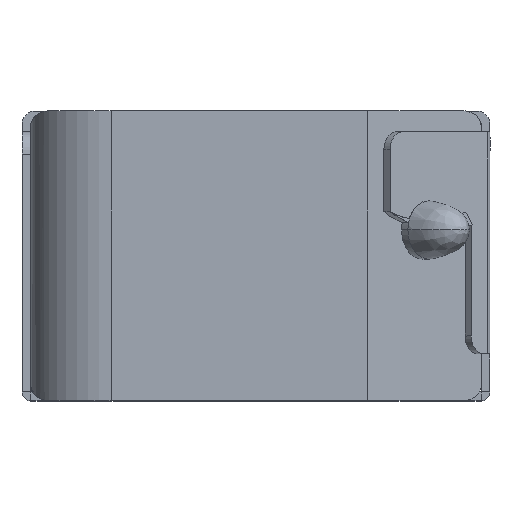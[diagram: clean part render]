
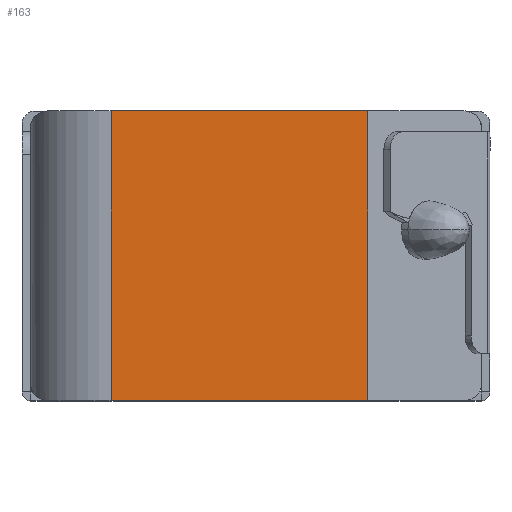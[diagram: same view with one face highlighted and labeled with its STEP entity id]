
A CAD part, top view. The second image highlights one B-rep face of the part: STEP entity #163.
In plain terms, the highlighted planar face has unit normal (0, 0, 1).
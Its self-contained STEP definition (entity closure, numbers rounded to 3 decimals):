
#61 = DIRECTION ( 'NONE',  ( 0., 1., 0. ) ) ;
#116 = LINE ( 'NONE', #4830, #792 ) ;
#144 = FACE_OUTER_BOUND ( 'NONE', #2215, .T. ) ;
#163 = ADVANCED_FACE ( 'NONE', ( #144 ), #680, .T. ) ;
#533 = DIRECTION ( 'NONE',  ( 1., 0., 0. ) ) ;
#680 = PLANE ( 'NONE',  #4875 ) ;
#792 = VECTOR ( 'NONE', #533, 1000. ) ;
#967 = CARTESIAN_POINT ( 'NONE',  ( -3.25, 0., 5. ) ) ;
#976 = DIRECTION ( 'NONE',  ( -1., 0., 0. ) ) ;
#1051 = LINE ( 'NONE', #3442, #4458 ) ;
#1107 = DIRECTION ( 'NONE',  ( 0., 0., 1. ) ) ;
#1116 = VERTEX_POINT ( 'NONE', #2590 ) ;
#1180 = ORIENTED_EDGE ( 'NONE', *, *, #2753, .F. ) ;
#1224 = CARTESIAN_POINT ( 'NONE',  ( 2.51, -14.213, 5. ) ) ;
#1574 = EDGE_CURVE ( 'NONE', #2436, #2109, #1051, .T. ) ;
#1731 = VERTEX_POINT ( 'NONE', #4321 ) ;
#1800 = VECTOR ( 'NONE', #61, 1000. ) ;
#1894 = CARTESIAN_POINT ( 'NONE',  ( -3.25, 6.5, 5. ) ) ;
#1971 = ORIENTED_EDGE ( 'NONE', *, *, #2819, .F. ) ;
#2109 = VERTEX_POINT ( 'NONE', #1894 ) ;
#2215 = EDGE_LOOP ( 'NONE', ( #1180, #4279, #1971, #3291 ) ) ;
#2436 = VERTEX_POINT ( 'NONE', #967 ) ;
#2590 = CARTESIAN_POINT ( 'NONE',  ( 2.51, 6.5, 5. ) ) ;
#2675 = LINE ( 'NONE', #1224, #1800 ) ;
#2695 = VECTOR ( 'NONE', #976, 1000. ) ;
#2753 = EDGE_CURVE ( 'NONE', #1731, #2436, #3720, .T. ) ;
#2819 = EDGE_CURVE ( 'NONE', #2109, #1116, #116, .T. ) ;
#3291 = ORIENTED_EDGE ( 'NONE', *, *, #1574, .F. ) ;
#3442 = CARTESIAN_POINT ( 'NONE',  ( -3.25, -14.213, 5. ) ) ;
#3581 = CARTESIAN_POINT ( 'NONE',  ( -3.25, 0., 5. ) ) ;
#3720 = LINE ( 'NONE', #3581, #2695 ) ;
#3877 = DIRECTION ( 'NONE',  ( 0., 1., 0. ) ) ;
#4027 = EDGE_CURVE ( 'NONE', #1731, #1116, #2675, .T. ) ;
#4279 = ORIENTED_EDGE ( 'NONE', *, *, #4027, .T. ) ;
#4321 = CARTESIAN_POINT ( 'NONE',  ( 2.51, 0., 5. ) ) ;
#4458 = VECTOR ( 'NONE', #3877, 1000. ) ;
#4596 = DIRECTION ( 'NONE',  ( 1., 0., 0. ) ) ;
#4627 = CARTESIAN_POINT ( 'NONE',  ( -3.25, -14.213, 5. ) ) ;
#4830 = CARTESIAN_POINT ( 'NONE',  ( -3.25, 6.5, 5. ) ) ;
#4875 = AXIS2_PLACEMENT_3D ( 'NONE', #4627, #1107, #4596 ) ;
